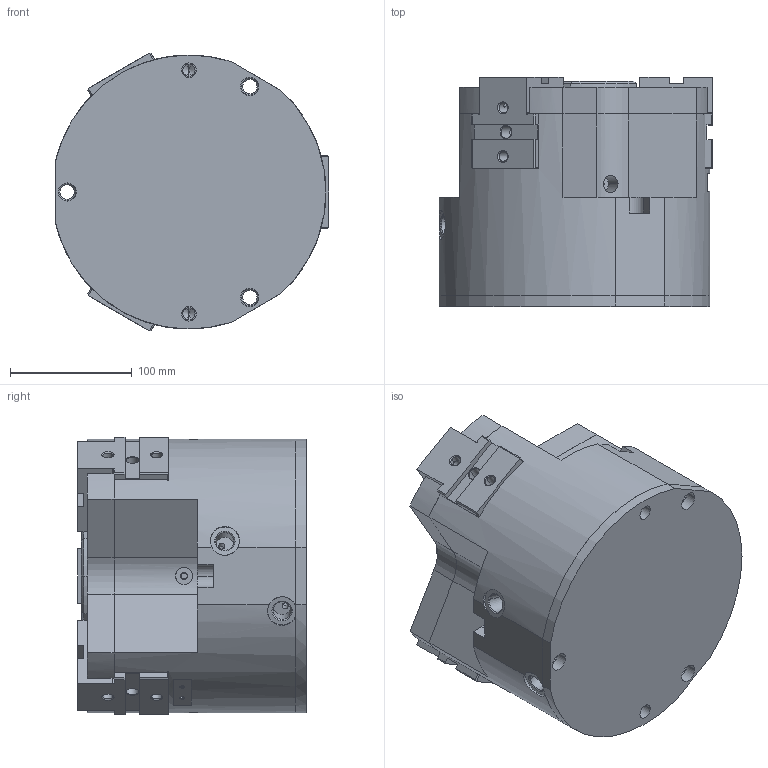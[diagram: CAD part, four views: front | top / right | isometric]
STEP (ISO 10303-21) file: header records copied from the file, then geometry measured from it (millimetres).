
FILE_DESCRIPTION( ( '' ), '1' );
FILE_NAME( 'op225_3s_op654ats_0_2_14a.stp', '2010-10-25T12:49:20', ( '' ), ( '' ), ' ', ' ', ' ' );
FILE_SCHEMA( ( 'automotive_design' ) );
Length unit declared in the file: millimetre
Products named in the file (4): 1; 2; 3; 4
Bounding box: 225 x 188 x 228.19 mm (x, y, z)
Volume: 5989371.9 mm3; surface area: 385583.7 mm2
Topology: 4 solids, 4 shells, 488 faces, 1260 edges, 772 vertices
Faces by surface type: plane 220, cylinder 152, cone 116
Entity records: 28861 total; most frequent: CARTESIAN_POINT 2984, DIRECTION 2567, STYLED_ITEM 2478, PRESENTATION_STYLE_ASSIGNMENT 2478, COLOUR_RGB 2478, ORIENTED_EDGE 2428, EDGE_CURVE 1214, CURVE_STYLE 1214
